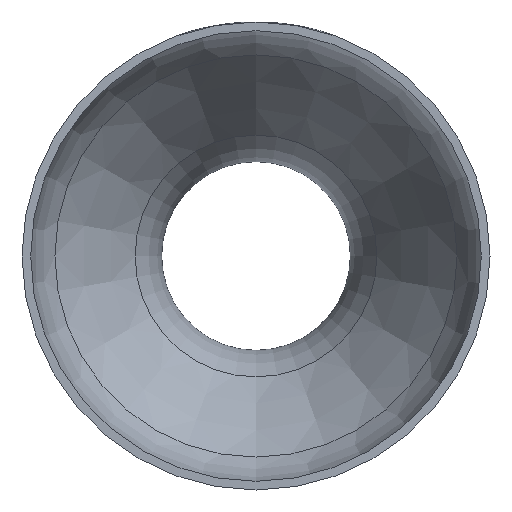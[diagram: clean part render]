
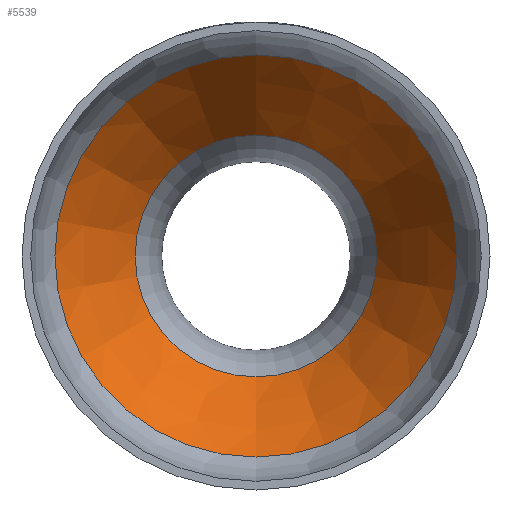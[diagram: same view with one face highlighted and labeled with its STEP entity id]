
A CAD part, front view. The second image highlights one B-rep face of the part: STEP entity #5539.
In plain terms, the highlighted conical face has half-angle 32.051 degrees and reference radius 60.025 mm.
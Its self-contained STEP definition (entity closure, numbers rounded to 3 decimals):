
#1264 = AXIS2_PLACEMENT_3D ( 'NONE', #16836, #17015, #4000 ) ;
#2100 = CIRCLE ( 'NONE', #6746, 36.076 ) ;
#2132 = CONICAL_SURFACE ( 'NONE', #1264, 60.025, 0.559 ) ;
#3395 = EDGE_CURVE ( 'NONE', #9886, #9886, #2100, .T. ) ;
#3601 = DIRECTION ( 'NONE',  ( 0., 0., -1. ) ) ;
#4000 = DIRECTION ( 'NONE',  ( 0., 0., -1. ) ) ;
#4997 = AXIS2_PLACEMENT_3D ( 'NONE', #16681, #6412, #3601 ) ;
#5539 = ADVANCED_FACE ( 'NONE', ( #10121, #15335 ), #2132, .F. ) ;
#6412 = DIRECTION ( 'NONE',  ( 0., -1., 0. ) ) ;
#6746 = AXIS2_PLACEMENT_3D ( 'NONE', #16974, #9862, #11065 ) ;
#7411 = VERTEX_POINT ( 'NONE', #17158 ) ;
#9862 = DIRECTION ( 'NONE',  ( 0., -1., 0. ) ) ;
#9884 = EDGE_LOOP ( 'NONE', ( #15023 ) ) ;
#9886 = VERTEX_POINT ( 'NONE', #12699 ) ;
#10121 = FACE_BOUND ( 'NONE', #9884, .T. ) ;
#10598 = ORIENTED_EDGE ( 'NONE', *, *, #11329, .T. ) ;
#11065 = DIRECTION ( 'NONE',  ( 0., 0., -1. ) ) ;
#11329 = EDGE_CURVE ( 'NONE', #7411, #7411, #12462, .T. ) ;
#12462 = CIRCLE ( 'NONE', #4997, 60.025 ) ;
#12699 = CARTESIAN_POINT ( 'NONE',  ( 0., 81.405, -36.076 ) ) ;
#15023 = ORIENTED_EDGE ( 'NONE', *, *, #3395, .F. ) ;
#15335 = FACE_OUTER_BOUND ( 'NONE', #17022, .T. ) ;
#16681 = CARTESIAN_POINT ( 'NONE',  ( 0., 43.154, 0. ) ) ;
#16836 = CARTESIAN_POINT ( 'NONE',  ( 0., 43.154, 0. ) ) ;
#16974 = CARTESIAN_POINT ( 'NONE',  ( 0., 81.405, 0. ) ) ;
#17015 = DIRECTION ( 'NONE',  ( 0., -1., 0. ) ) ;
#17022 = EDGE_LOOP ( 'NONE', ( #10598 ) ) ;
#17158 = CARTESIAN_POINT ( 'NONE',  ( 0., 43.154, -60.025 ) ) ;
